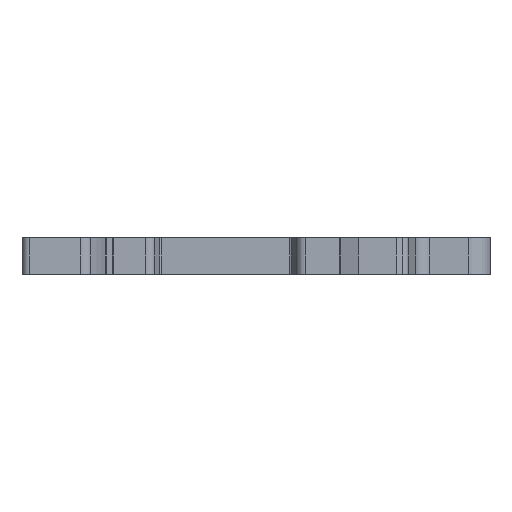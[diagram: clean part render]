
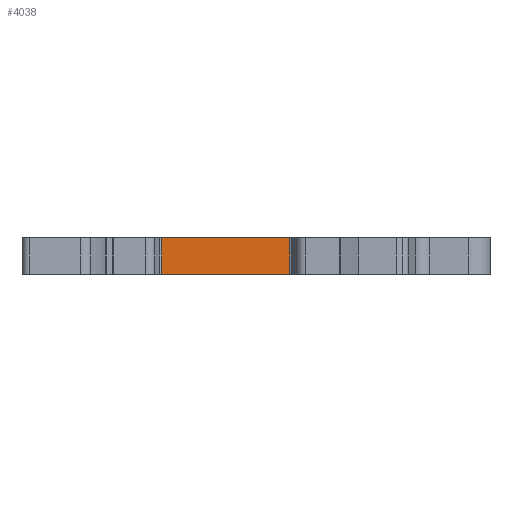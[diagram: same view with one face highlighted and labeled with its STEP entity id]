
A CAD part, front view. The second image highlights one B-rep face of the part: STEP entity #4038.
In plain terms, the highlighted planar face has unit normal (0, -1, 0).
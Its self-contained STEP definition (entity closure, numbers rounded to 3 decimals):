
#185 = CARTESIAN_POINT ( 'NONE',  ( -8.746, -21.154, 2.5 ) ) ;
#190 = DIRECTION ( 'NONE',  ( 0., 0., -1. ) ) ;
#249 = VECTOR ( 'NONE', #11012, 1000. ) ;
#290 = EDGE_CURVE ( 'NONE', #9282, #3967, #7213, .T. ) ;
#455 = EDGE_CURVE ( 'NONE', #2672, #3967, #3434, .T. ) ;
#901 = VERTEX_POINT ( 'NONE', #185 ) ;
#969 = VECTOR ( 'NONE', #11562, 1000. ) ;
#1072 = LINE ( 'NONE', #10120, #8006 ) ;
#2321 = FACE_OUTER_BOUND ( 'NONE', #9962, .T. ) ;
#2328 = CARTESIAN_POINT ( 'NONE',  ( -8.746, -21.154, 2.5 ) ) ;
#2628 = EDGE_CURVE ( 'NONE', #901, #2672, #1072, .T. ) ;
#2672 = VERTEX_POINT ( 'NONE', #4081 ) ;
#2743 = ORIENTED_EDGE ( 'NONE', *, *, #290, .F. ) ;
#3050 = CARTESIAN_POINT ( 'NONE',  ( -8.746, -21.154, 2.5 ) ) ;
#3434 = LINE ( 'NONE', #5286, #969 ) ;
#3488 = VECTOR ( 'NONE', #11321, 1000. ) ;
#3955 = DIRECTION ( 'NONE',  ( -1., 0., 0. ) ) ;
#3967 = VERTEX_POINT ( 'NONE', #11117 ) ;
#4038 = ADVANCED_FACE ( 'NONE', ( #2321 ), #4814, .F. ) ;
#4081 = CARTESIAN_POINT ( 'NONE',  ( -8.746, -21.154, -2.5 ) ) ;
#4417 = CARTESIAN_POINT ( 'NONE',  ( 8.746, -21.154, 2.5 ) ) ;
#4523 = ORIENTED_EDGE ( 'NONE', *, *, #2628, .T. ) ;
#4814 = PLANE ( 'NONE',  #10825 ) ;
#5286 = CARTESIAN_POINT ( 'NONE',  ( -8.746, -21.154, -2.5 ) ) ;
#5635 = CARTESIAN_POINT ( 'NONE',  ( 8.746, -21.154, 2.5 ) ) ;
#6930 = EDGE_CURVE ( 'NONE', #901, #9282, #10923, .T. ) ;
#7213 = LINE ( 'NONE', #5635, #249 ) ;
#7471 = ORIENTED_EDGE ( 'NONE', *, *, #6930, .F. ) ;
#8006 = VECTOR ( 'NONE', #190, 1000. ) ;
#8670 = ORIENTED_EDGE ( 'NONE', *, *, #455, .T. ) ;
#9282 = VERTEX_POINT ( 'NONE', #4417 ) ;
#9340 = DIRECTION ( 'NONE',  ( 0., 1., 0. ) ) ;
#9962 = EDGE_LOOP ( 'NONE', ( #8670, #2743, #7471, #4523 ) ) ;
#10120 = CARTESIAN_POINT ( 'NONE',  ( -8.746, -21.154, 2.5 ) ) ;
#10825 = AXIS2_PLACEMENT_3D ( 'NONE', #3050, #9340, #3955 ) ;
#10923 = LINE ( 'NONE', #2328, #3488 ) ;
#11012 = DIRECTION ( 'NONE',  ( 0., 0., -1. ) ) ;
#11117 = CARTESIAN_POINT ( 'NONE',  ( 8.746, -21.154, -2.5 ) ) ;
#11321 = DIRECTION ( 'NONE',  ( 1., 0., 0. ) ) ;
#11562 = DIRECTION ( 'NONE',  ( 1., 0., 0. ) ) ;
